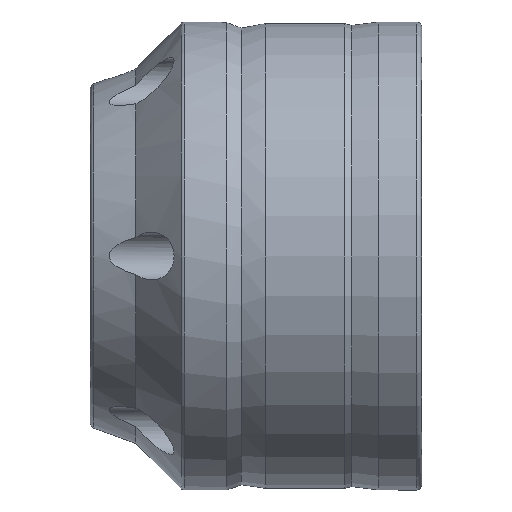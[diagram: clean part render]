
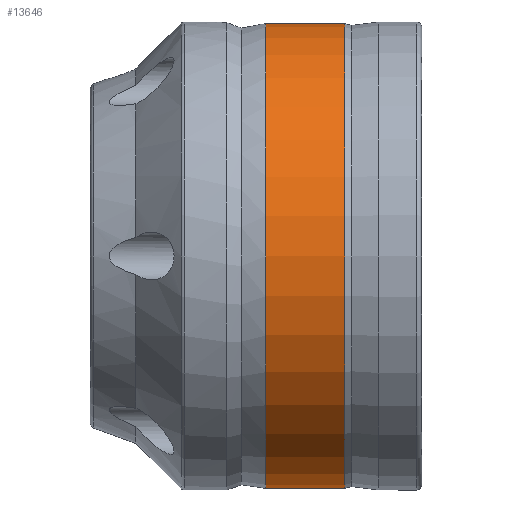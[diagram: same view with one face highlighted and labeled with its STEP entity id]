
A CAD part, left-side view. The second image highlights one B-rep face of the part: STEP entity #13646.
In plain terms, the highlighted cylindrical face has radius 68 mm (diameter 136 mm), a partial arc.
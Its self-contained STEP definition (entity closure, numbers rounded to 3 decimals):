
#233 = DIRECTION ( 'NONE',  ( 0., -1., 0. ) ) ;
#750 = CYLINDRICAL_SURFACE ( 'NONE', #6002, 68. ) ;
#1090 = CARTESIAN_POINT ( 'NONE',  ( 0., 0., 68. ) ) ;
#1709 = DIRECTION ( 'NONE',  ( 0., -1., 0. ) ) ;
#1842 = AXIS2_PLACEMENT_3D ( 'NONE', #8708, #1709, #9816 ) ;
#1866 = CARTESIAN_POINT ( 'NONE',  ( 0., 22.5, 68. ) ) ;
#3746 = CARTESIAN_POINT ( 'NONE',  ( 0., 0., -68. ) ) ;
#4104 = EDGE_LOOP ( 'NONE', ( #11437, #8473, #12486, #6800 ) ) ;
#5503 = VERTEX_POINT ( 'NONE', #10439 ) ;
#5767 = CIRCLE ( 'NONE', #9140, 68. ) ;
#6002 = AXIS2_PLACEMENT_3D ( 'NONE', #6567, #12194, #13377 ) ;
#6057 = VERTEX_POINT ( 'NONE', #6707 ) ;
#6117 = CARTESIAN_POINT ( 'NONE',  ( 0., 22.5, -68. ) ) ;
#6475 = VECTOR ( 'NONE', #8093, 1000. ) ;
#6567 = CARTESIAN_POINT ( 'NONE',  ( 0., 0., 0. ) ) ;
#6707 = CARTESIAN_POINT ( 'NONE',  ( 0., 45.626, -68. ) ) ;
#6800 = ORIENTED_EDGE ( 'NONE', *, *, #8990, .F. ) ;
#8093 = DIRECTION ( 'NONE',  ( 0., -1., 0. ) ) ;
#8274 = VECTOR ( 'NONE', #233, 1000. ) ;
#8438 = FACE_OUTER_BOUND ( 'NONE', #4104, .T. ) ;
#8473 = ORIENTED_EDGE ( 'NONE', *, *, #14534, .T. ) ;
#8637 = LINE ( 'NONE', #3746, #8274 ) ;
#8708 = CARTESIAN_POINT ( 'NONE',  ( 0., 45.626, 0. ) ) ;
#8789 = VERTEX_POINT ( 'NONE', #1866 ) ;
#8990 = EDGE_CURVE ( 'NONE', #8789, #10434, #5767, .T. ) ;
#9140 = AXIS2_PLACEMENT_3D ( 'NONE', #13568, #13551, #13523 ) ;
#9816 = DIRECTION ( 'NONE',  ( 0., 0., -1. ) ) ;
#10434 = VERTEX_POINT ( 'NONE', #6117 ) ;
#10439 = CARTESIAN_POINT ( 'NONE',  ( 0., 45.626, 68. ) ) ;
#11437 = ORIENTED_EDGE ( 'NONE', *, *, #12590, .F. ) ;
#12194 = DIRECTION ( 'NONE',  ( 0., -1., 0. ) ) ;
#12486 = ORIENTED_EDGE ( 'NONE', *, *, #12817, .T. ) ;
#12570 = CIRCLE ( 'NONE', #1842, 68. ) ;
#12590 = EDGE_CURVE ( 'NONE', #5503, #8789, #12838, .T. ) ;
#12817 = EDGE_CURVE ( 'NONE', #6057, #10434, #8637, .T. ) ;
#12838 = LINE ( 'NONE', #1090, #6475 ) ;
#13377 = DIRECTION ( 'NONE',  ( 0., 0., -1. ) ) ;
#13523 = DIRECTION ( 'NONE',  ( 0., 0., -1. ) ) ;
#13551 = DIRECTION ( 'NONE',  ( 0., -1., 0. ) ) ;
#13568 = CARTESIAN_POINT ( 'NONE',  ( 0., 22.5, 0. ) ) ;
#13646 = ADVANCED_FACE ( 'NONE', ( #8438 ), #750, .T. ) ;
#14534 = EDGE_CURVE ( 'NONE', #5503, #6057, #12570, .T. ) ;
